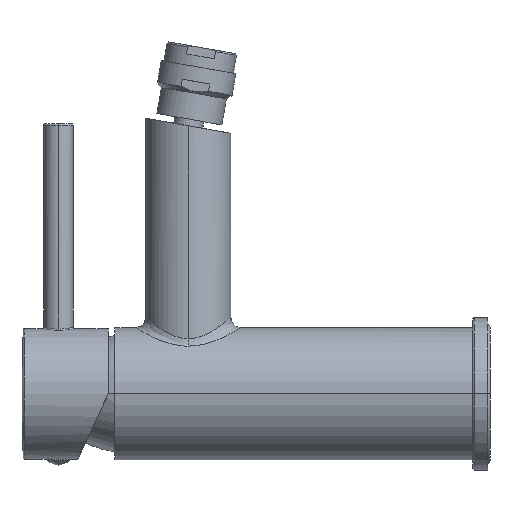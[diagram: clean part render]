
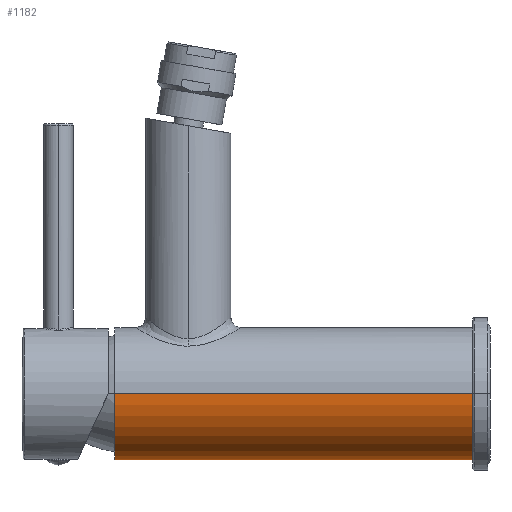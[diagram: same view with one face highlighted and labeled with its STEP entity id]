
A CAD part, left-side view. The second image highlights one B-rep face of the part: STEP entity #1182.
In plain terms, the highlighted cylindrical face has radius 22.5 mm (diameter 45 mm), a partial arc.
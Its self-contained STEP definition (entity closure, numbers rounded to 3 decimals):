
#74=DIRECTION('',(0.,1.,0.));
#75=VECTOR('',#74,122.);
#76=CARTESIAN_POINT('',(22.5,0.,0.));
#77=LINE('',#76,#75);
#78=CARTESIAN_POINT('',(0.,122.,0.));
#79=DIRECTION('',(0.,1.,0.));
#80=DIRECTION('',(1.,0.,0.));
#81=AXIS2_PLACEMENT_3D('',#78,#79,#80);
#83=CARTESIAN_POINT('',(0.,0.,0.));
#84=DIRECTION('',(0.,1.,0.));
#85=DIRECTION('',(1.,0.,0.));
#86=AXIS2_PLACEMENT_3D('',#83,#84,#85);
#88=DIRECTION('',(0.,1.,0.));
#89=VECTOR('',#88,122.);
#90=CARTESIAN_POINT('',(-22.5,0.,0.));
#91=LINE('',#90,#89);
#924=CARTESIAN_POINT('',(22.5,122.,0.));
#925=CARTESIAN_POINT('',(-22.5,122.,0.));
#926=VERTEX_POINT('',#924);
#927=VERTEX_POINT('',#925);
#1016=CARTESIAN_POINT('',(22.5,0.,0.));
#1017=CARTESIAN_POINT('',(-22.5,0.,0.));
#1018=VERTEX_POINT('',#1016);
#1019=VERTEX_POINT('',#1017);
#1168=CARTESIAN_POINT('',(0.,-1.5,0.));
#1169=DIRECTION('',(0.,1.,0.));
#1170=DIRECTION('',(1.,0.,0.));
#1171=AXIS2_PLACEMENT_3D('',#1168,#1169,#1170);
#1172=CYLINDRICAL_SURFACE('',#1171,22.5);
#1174=ORIENTED_EDGE('',*,*,#1173,.T.);
#1176=ORIENTED_EDGE('',*,*,#1175,.T.);
#1178=ORIENTED_EDGE('',*,*,#1177,.F.);
#1179=ORIENTED_EDGE('',*,*,#1115,.F.);
#1180=EDGE_LOOP('',(#1174,#1176,#1178,#1179));
#1181=FACE_OUTER_BOUND('',#1180,.F.);
#1182=ADVANCED_FACE('',(#1181),#1172,.T.);
#82=CIRCLE('',#81,22.5);
#87=CIRCLE('',#86,22.5);
#1115=EDGE_CURVE('',#1018,#1019,#87,.T.);
#1173=EDGE_CURVE('',#1018,#926,#77,.T.);
#1175=EDGE_CURVE('',#926,#927,#82,.T.);
#1177=EDGE_CURVE('',#1019,#927,#91,.T.);
